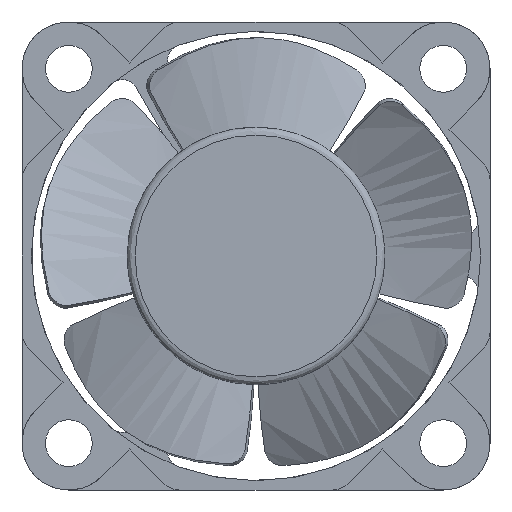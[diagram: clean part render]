
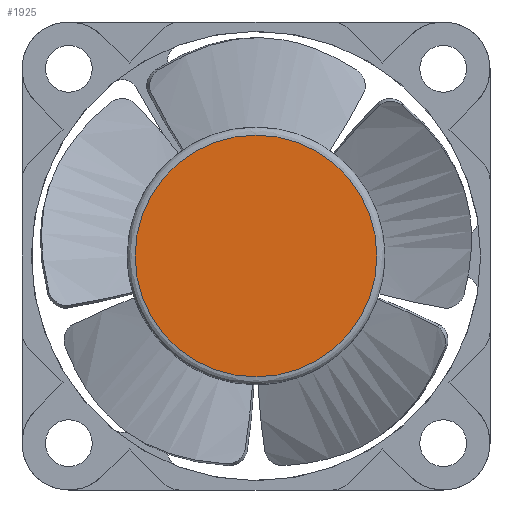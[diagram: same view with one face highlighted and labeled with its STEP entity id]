
A CAD part, front view. The second image highlights one B-rep face of the part: STEP entity #1925.
In plain terms, the highlighted planar face has unit normal (0, -1, 0).
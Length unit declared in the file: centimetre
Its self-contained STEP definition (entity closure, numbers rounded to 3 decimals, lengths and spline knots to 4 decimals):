
#19=PLANE('',#2013);
#82=CIRCLE('',#2011,0.9042);
#83=CIRCLE('',#2012,0.9042);
#217=FACE_OUTER_BOUND('',#324,.T.);
#324=EDGE_LOOP('',(#1466,#1467));
#838=VERTEX_POINT('',#4417);
#839=VERTEX_POINT('',#4418);
#1068=EDGE_CURVE('',#838,#839,#82,.T.);
#1070=EDGE_CURVE('',#839,#838,#83,.T.);
#1466=ORIENTED_EDGE('',*,*,#1068,.F.);
#1467=ORIENTED_EDGE('',*,*,#1070,.F.);
#1925=ADVANCED_FACE('',(#217),#19,.T.);
#2011=AXIS2_PLACEMENT_3D('',#4419,#2184,#2185);
#2012=AXIS2_PLACEMENT_3D('',#4423,#2186,#2187);
#2013=AXIS2_PLACEMENT_3D('',#4424,#2188,#2189);
#2184=DIRECTION('center_axis',(0.,1.,0.));
#2185=DIRECTION('ref_axis',(0.814,0.,0.581));
#2186=DIRECTION('center_axis',(0.,1.,0.));
#2187=DIRECTION('ref_axis',(0.814,0.,0.581));
#2188=DIRECTION('center_axis',(0.,-1.,0.));
#2189=DIRECTION('ref_axis',(0.,0.,-1.));
#4417=CARTESIAN_POINT('',(7.4042,-3.2,-0.2));
#4418=CARTESIAN_POINT('',(6.5,-3.2,0.7042));
#4419=CARTESIAN_POINT('Origin',(6.5,-3.2,-0.2));
#4423=CARTESIAN_POINT('Origin',(6.5,-3.2,-0.2));
#4424=CARTESIAN_POINT('Origin',(6.4655,-3.2,2.5382));
